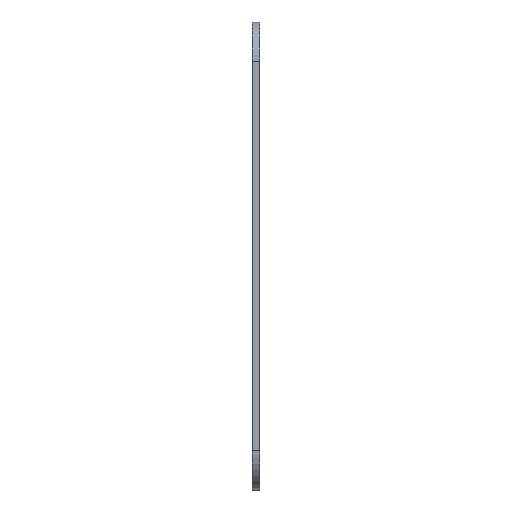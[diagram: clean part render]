
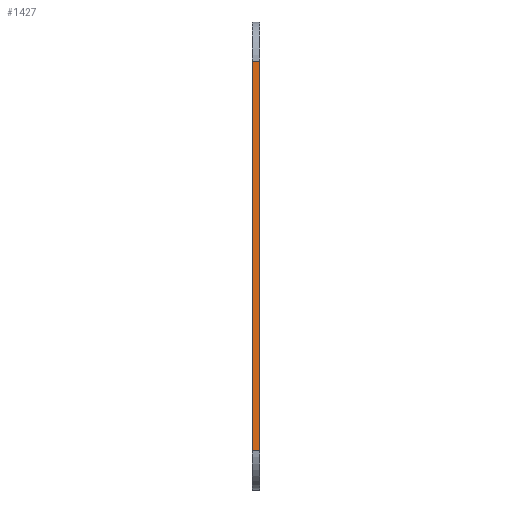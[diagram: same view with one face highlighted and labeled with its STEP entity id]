
A CAD part, left-side view. The second image highlights one B-rep face of the part: STEP entity #1427.
In plain terms, the highlighted planar face has unit normal (-1, 0, 0).
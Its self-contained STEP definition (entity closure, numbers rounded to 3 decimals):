
#71=PLANE('',#1584);
#141=FACE_OUTER_BOUND('',#222,.T.);
#222=EDGE_LOOP('',(#1249,#1250,#1251,#1252));
#247=LINE('',#2028,#387);
#280=LINE('',#2158,#420);
#284=LINE('',#2167,#424);
#373=LINE('',#2401,#513);
#387=VECTOR('',#1612,10.);
#420=VECTOR('',#1715,10.);
#424=VECTOR('',#1725,10.);
#513=VECTOR('',#1988,10.);
#592=VERTEX_POINT('',#2025);
#593=VERTEX_POINT('',#2027);
#655=VERTEX_POINT('',#2156);
#657=VERTEX_POINT('',#2165);
#730=EDGE_CURVE('',#593,#592,#247,.T.);
#795=EDGE_CURVE('',#655,#592,#280,.T.);
#800=EDGE_CURVE('',#593,#657,#284,.T.);
#917=EDGE_CURVE('',#657,#655,#373,.T.);
#1249=ORIENTED_EDGE('',*,*,#795,.F.);
#1250=ORIENTED_EDGE('',*,*,#917,.F.);
#1251=ORIENTED_EDGE('',*,*,#800,.F.);
#1252=ORIENTED_EDGE('',*,*,#730,.T.);
#1427=ADVANCED_FACE('',(#141),#71,.T.);
#1584=AXIS2_PLACEMENT_3D('',#2400,#1986,#1987);
#1612=DIRECTION('',(0.,0.,1.));
#1715=DIRECTION('',(0.,-1.,0.));
#1725=DIRECTION('',(0.,1.,0.));
#1986=DIRECTION('center_axis',(-1.,0.,0.));
#1987=DIRECTION('ref_axis',(0.,0.,1.));
#1988=DIRECTION('',(0.,0.,1.));
#2025=CARTESIAN_POINT('',(-43.338,0.,37.028));
#2027=CARTESIAN_POINT('',(-43.338,0.,-37.028));
#2028=CARTESIAN_POINT('',(-43.338,0.,-44.528));
#2156=CARTESIAN_POINT('',(-43.338,1.5,37.028));
#2158=CARTESIAN_POINT('',(-43.338,0.,37.028));
#2165=CARTESIAN_POINT('',(-43.338,1.5,-37.028));
#2167=CARTESIAN_POINT('',(-43.338,0.,-37.028));
#2400=CARTESIAN_POINT('Origin',(-43.338,0.,-44.528));
#2401=CARTESIAN_POINT('',(-43.338,1.5,-44.528));
